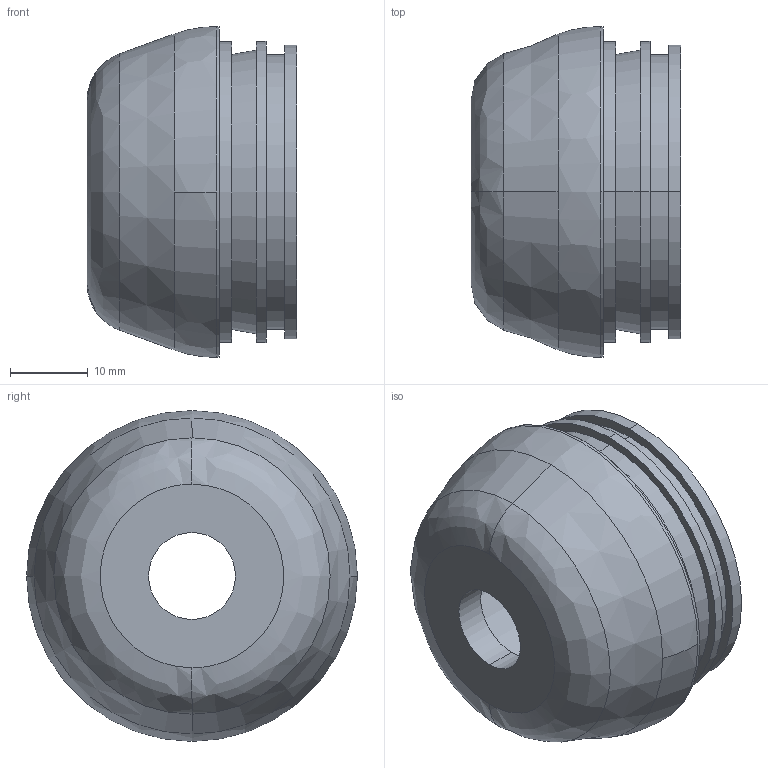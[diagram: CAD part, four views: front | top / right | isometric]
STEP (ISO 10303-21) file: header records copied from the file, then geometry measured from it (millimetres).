
FILE_DESCRIPTION (( 'STEP AP203' ), '1' );
FILE_NAME ('Motor_Housing_Endbell_Default_sldprt.STEP', '2020-08-14T00:47:57', ( '' ), ( '' ), 'SwSTEP 2.0', 'SolidWorks 2017', '' );
FILE_SCHEMA (( 'CONFIG_CONTROL_DESIGN' ));
Length unit declared in the file: millimetre
Products named in the file (1): Motor_Housing_Endbell_Default_sldprt
Bounding box: 26.99 x 42.55 x 42.55 mm (x, y, z)
Volume: 10603.1 mm3; surface area: 8094.2 mm2
Topology: 1 solids, 1 shells, 36 faces, 76 edges, 48 vertices
Faces by surface type: cylinder 14, cone 8, plane 8, bspline 6
Entity records: 1417 total; most frequent: CARTESIAN_POINT 569, DIRECTION 172, ORIENTED_EDGE 152, EDGE_CURVE 76, AXIS2_PLACEMENT_3D 75, VERTEX_POINT 48, CIRCLE 44, EDGE_LOOP 44
